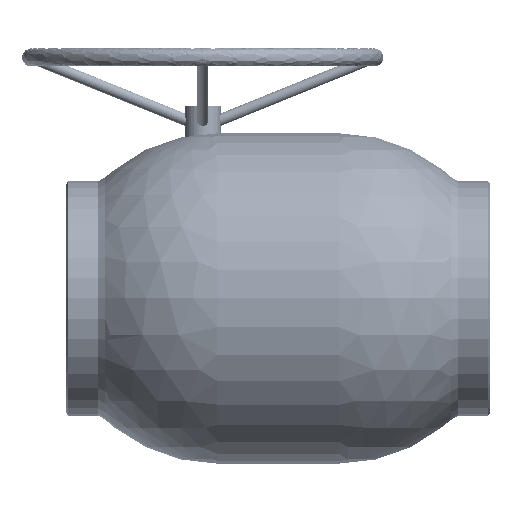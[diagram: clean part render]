
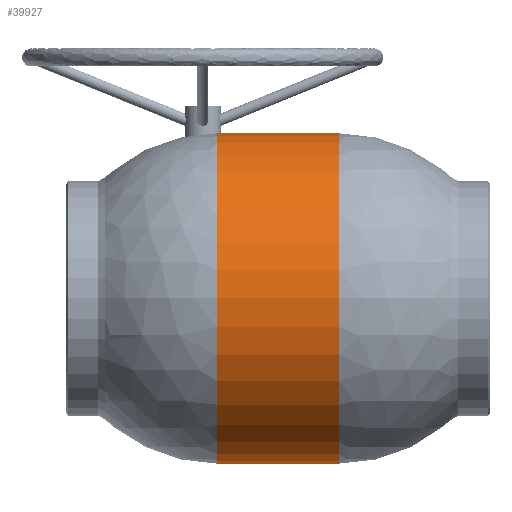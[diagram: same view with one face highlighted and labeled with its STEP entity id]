
A CAD part, front view. The second image highlights one B-rep face of the part: STEP entity #39927.
In plain terms, the highlighted cylindrical face has radius 228.5 mm (diameter 457 mm), a partial arc.
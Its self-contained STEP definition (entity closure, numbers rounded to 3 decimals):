
#4276 = CARTESIAN_POINT ( 'NONE',  ( -84.124, 0., 0. ) ) ;
#6937 = AXIS2_PLACEMENT_3D ( 'NONE', #4276, #79102, #24396 ) ;
#6985 = DIRECTION ( 'NONE',  ( 1., 0., 0. ) ) ;
#8511 = VECTOR ( 'NONE', #16802, 1000. ) ;
#10765 = EDGE_CURVE ( 'NONE', #127788, #20953, #23662, .T. ) ;
#13327 = DIRECTION ( 'NONE',  ( 1., 0., 0. ) ) ;
#16802 = DIRECTION ( 'NONE',  ( -1., 0., 0. ) ) ;
#18309 = VERTEX_POINT ( 'NONE', #39876 ) ;
#19296 = EDGE_CURVE ( 'NONE', #64226, #127788, #60032, .T. ) ;
#19950 = CARTESIAN_POINT ( 'NONE',  ( -81.012, 0., 0. ) ) ;
#20953 = VERTEX_POINT ( 'NONE', #101471 ) ;
#23662 = CIRCLE ( 'NONE', #65788, 228.5 ) ;
#24396 = DIRECTION ( 'NONE',  ( 0., 0., -1. ) ) ;
#24883 = VECTOR ( 'NONE', #69607, 1000. ) ;
#25818 = CARTESIAN_POINT ( 'NONE',  ( -81.012, 0., -228.5 ) ) ;
#26676 = LINE ( 'NONE', #37726, #24883 ) ;
#30137 = ORIENTED_EDGE ( 'NONE', *, *, #115750, .F. ) ;
#33411 = DIRECTION ( 'NONE',  ( 1., 0., 0. ) ) ;
#36444 = EDGE_CURVE ( 'NONE', #18309, #20953, #133206, .T. ) ;
#37726 = CARTESIAN_POINT ( 'NONE',  ( -81.012, 0., 228.5 ) ) ;
#38811 = DIRECTION ( 'NONE',  ( 0., 0., -1. ) ) ;
#39876 = CARTESIAN_POINT ( 'NONE',  ( 84.124, 0., -228.5 ) ) ;
#39927 = ADVANCED_FACE ( 'NONE', ( #94761 ), #63542, .T. ) ;
#51841 = ORIENTED_EDGE ( 'NONE', *, *, #116451, .F. ) ;
#57710 = ORIENTED_EDGE ( 'NONE', *, *, #19296, .T. ) ;
#60032 = CIRCLE ( 'NONE', #6937, 228.5 ) ;
#61647 = CARTESIAN_POINT ( 'NONE',  ( 84.124, 0., 0. ) ) ;
#62866 = DIRECTION ( 'NONE',  ( 0., 0., 1. ) ) ;
#63542 = CYLINDRICAL_SURFACE ( 'NONE', #114736, 228.5 ) ;
#64226 = VERTEX_POINT ( 'NONE', #131228 ) ;
#64972 = CARTESIAN_POINT ( 'NONE',  ( 84.124, -228.5, 0. ) ) ;
#65788 = AXIS2_PLACEMENT_3D ( 'NONE', #88822, #13327, #99913 ) ;
#65943 = CARTESIAN_POINT ( 'NONE',  ( 84.124, 0., 0. ) ) ;
#66733 = AXIS2_PLACEMENT_3D ( 'NONE', #65943, #33411, #108226 ) ;
#69607 = DIRECTION ( 'NONE',  ( -1., 0., 0. ) ) ;
#73280 = CIRCLE ( 'NONE', #126308, 228.5 ) ;
#79102 = DIRECTION ( 'NONE',  ( 1., 0., 0. ) ) ;
#79641 = VERTEX_POINT ( 'NONE', #64972 ) ;
#80514 = ORIENTED_EDGE ( 'NONE', *, *, #36444, .F. ) ;
#85365 = ORIENTED_EDGE ( 'NONE', *, *, #101437, .T. ) ;
#88822 = CARTESIAN_POINT ( 'NONE',  ( -84.124, 0., 0. ) ) ;
#92001 = CARTESIAN_POINT ( 'NONE',  ( -84.124, -228.5, 0. ) ) ;
#93170 = CARTESIAN_POINT ( 'NONE',  ( 84.124, 0., 228.5 ) ) ;
#94761 = FACE_OUTER_BOUND ( 'NONE', #123567, .T. ) ;
#99902 = CIRCLE ( 'NONE', #66733, 228.5 ) ;
#99913 = DIRECTION ( 'NONE',  ( 0., 0., -1. ) ) ;
#101437 = EDGE_CURVE ( 'NONE', #102650, #64226, #26676, .T. ) ;
#101471 = CARTESIAN_POINT ( 'NONE',  ( -84.124, 0., -228.5 ) ) ;
#102650 = VERTEX_POINT ( 'NONE', #93170 ) ;
#103510 = ORIENTED_EDGE ( 'NONE', *, *, #10765, .T. ) ;
#108226 = DIRECTION ( 'NONE',  ( 0., 0., -1. ) ) ;
#114736 = AXIS2_PLACEMENT_3D ( 'NONE', #19950, #124608, #62866 ) ;
#115750 = EDGE_CURVE ( 'NONE', #102650, #79641, #73280, .T. ) ;
#116451 = EDGE_CURVE ( 'NONE', #79641, #18309, #99902, .T. ) ;
#123567 = EDGE_LOOP ( 'NONE', ( #80514, #51841, #30137, #85365, #57710, #103510 ) ) ;
#124608 = DIRECTION ( 'NONE',  ( -1., 0., 0. ) ) ;
#126308 = AXIS2_PLACEMENT_3D ( 'NONE', #61647, #6985, #38811 ) ;
#127788 = VERTEX_POINT ( 'NONE', #92001 ) ;
#131228 = CARTESIAN_POINT ( 'NONE',  ( -84.124, 0., 228.5 ) ) ;
#133206 = LINE ( 'NONE', #25818, #8511 ) ;
